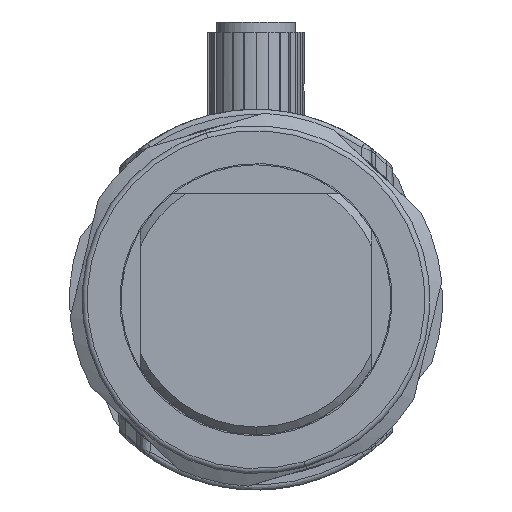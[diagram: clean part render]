
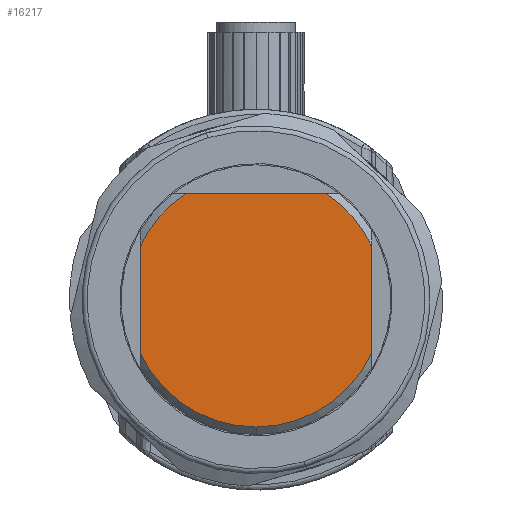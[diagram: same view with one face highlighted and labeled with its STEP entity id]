
A CAD part, front view. The second image highlights one B-rep face of the part: STEP entity #16217.
In plain terms, the highlighted planar face has unit normal (0, -1, 0).
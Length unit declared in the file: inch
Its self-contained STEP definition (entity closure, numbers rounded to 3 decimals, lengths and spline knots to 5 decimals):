
#232 = AXIS2_PLACEMENT_3D ( 'NONE', #9540, #30719, #34808 ) ;
#2090 = CARTESIAN_POINT ( 'NONE',  ( 0., -6.83807, 0. ) ) ;
#3350 = AXIS2_PLACEMENT_3D ( 'NONE', #6613, #36238, #48994 ) ;
#3612 = AXIS2_PLACEMENT_3D ( 'NONE', #44359, #28331, #7682 ) ;
#5185 = VERTEX_POINT ( 'NONE', #33947 ) ;
#5208 = VERTEX_POINT ( 'NONE', #13824 ) ;
#6613 = CARTESIAN_POINT ( 'NONE',  ( 0., -6.83807, 0. ) ) ;
#7032 = AXIS2_PLACEMENT_3D ( 'NONE', #49295, #20752, #12068 ) ;
#7339 = EDGE_CURVE ( 'NONE', #17188, #5208, #21559, .T. ) ;
#7682 = DIRECTION ( 'NONE',  ( 0., 0., 1. ) ) ;
#8806 = DIRECTION ( 'NONE',  ( 0., 0., 1. ) ) ;
#9014 = EDGE_CURVE ( 'NONE', #47863, #15517, #19225, .T. ) ;
#9540 = CARTESIAN_POINT ( 'NONE',  ( 0., -6.83807, 0. ) ) ;
#9571 = CIRCLE ( 'NONE', #39936, 0.99409 ) ;
#9687 = DIRECTION ( 'NONE',  ( 0., 0., 1. ) ) ;
#11406 = VERTEX_POINT ( 'NONE', #15516 ) ;
#12068 = DIRECTION ( 'NONE',  ( 0., 0., 1. ) ) ;
#13824 = CARTESIAN_POINT ( 'NONE',  ( -0.90551, -6.83807, 0.41021 ) ) ;
#15429 = ORIENTED_EDGE ( 'NONE', *, *, #51341, .T. ) ;
#15516 = CARTESIAN_POINT ( 'NONE',  ( 0.55197, -6.83807, 0.82677 ) ) ;
#15517 = VERTEX_POINT ( 'NONE', #23929 ) ;
#16217 = ADVANCED_FACE ( 'NONE', ( #38876 ), #38619, .T. ) ;
#16419 = CARTESIAN_POINT ( 'NONE',  ( -0.90551, -6.83807, -0.68898 ) ) ;
#16449 = CARTESIAN_POINT ( 'NONE',  ( -0.55197, -6.83807, 0.82677 ) ) ;
#17188 = VERTEX_POINT ( 'NONE', #16449 ) ;
#17661 = DIRECTION ( 'NONE',  ( 0., 0., 1. ) ) ;
#18112 = DIRECTION ( 'NONE',  ( 0., -1., 0. ) ) ;
#18282 = VECTOR ( 'NONE', #8806, 39.37008 ) ;
#18733 = CARTESIAN_POINT ( 'NONE',  ( 0.90551, -6.83807, 0.41021 ) ) ;
#19225 = CIRCLE ( 'NONE', #3612, 0.99409 ) ;
#20694 = CARTESIAN_POINT ( 'NONE',  ( -0.90551, -6.83807, -0.41021 ) ) ;
#20752 = DIRECTION ( 'NONE',  ( 0., -1., 0. ) ) ;
#21559 = CIRCLE ( 'NONE', #3350, 0.99409 ) ;
#23051 = CARTESIAN_POINT ( 'NONE',  ( 0.90551, -6.83807, -0.68898 ) ) ;
#23929 = CARTESIAN_POINT ( 'NONE',  ( 0., -6.83807, -0.99409 ) ) ;
#26916 = VECTOR ( 'NONE', #32417, 39.37008 ) ;
#28331 = DIRECTION ( 'NONE',  ( 0., -1., 0. ) ) ;
#28621 = LINE ( 'NONE', #49538, #26916 ) ;
#28719 = CIRCLE ( 'NONE', #7032, 0.99409 ) ;
#30387 = ORIENTED_EDGE ( 'NONE', *, *, #7339, .T. ) ;
#30719 = DIRECTION ( 'NONE',  ( 0., -1., 0. ) ) ;
#32417 = DIRECTION ( 'NONE',  ( 1., 0., 0. ) ) ;
#33947 = CARTESIAN_POINT ( 'NONE',  ( 0.90551, -6.83807, -0.41021 ) ) ;
#34236 = EDGE_CURVE ( 'NONE', #5185, #48138, #43705, .T. ) ;
#34368 = ORIENTED_EDGE ( 'NONE', *, *, #51382, .F. ) ;
#34808 = DIRECTION ( 'NONE',  ( 0., 0., 1. ) ) ;
#35364 = EDGE_LOOP ( 'NONE', ( #38383, #36977, #36100, #30387, #34368, #39702, #15429 ) ) ;
#35797 = VECTOR ( 'NONE', #17661, 39.37008 ) ;
#36100 = ORIENTED_EDGE ( 'NONE', *, *, #38737, .F. ) ;
#36238 = DIRECTION ( 'NONE',  ( 0., -1., 0. ) ) ;
#36977 = ORIENTED_EDGE ( 'NONE', *, *, #42079, .T. ) ;
#38383 = ORIENTED_EDGE ( 'NONE', *, *, #34236, .T. ) ;
#38619 = PLANE ( 'NONE',  #232 ) ;
#38737 = EDGE_CURVE ( 'NONE', #17188, #11406, #28621, .T. ) ;
#38876 = FACE_OUTER_BOUND ( 'NONE', #35364, .T. ) ;
#39702 = ORIENTED_EDGE ( 'NONE', *, *, #9014, .T. ) ;
#39936 = AXIS2_PLACEMENT_3D ( 'NONE', #2090, #18112, #9687 ) ;
#42079 = EDGE_CURVE ( 'NONE', #48138, #11406, #9571, .T. ) ;
#43705 = LINE ( 'NONE', #23051, #35797 ) ;
#44359 = CARTESIAN_POINT ( 'NONE',  ( 0., -6.83807, 0. ) ) ;
#45491 = LINE ( 'NONE', #16419, #18282 ) ;
#47863 = VERTEX_POINT ( 'NONE', #20694 ) ;
#48138 = VERTEX_POINT ( 'NONE', #18733 ) ;
#48994 = DIRECTION ( 'NONE',  ( 0., 0., 1. ) ) ;
#49295 = CARTESIAN_POINT ( 'NONE',  ( 0., -6.83807, 0. ) ) ;
#49538 = CARTESIAN_POINT ( 'NONE',  ( -0.98425, -6.83807, 0.82677 ) ) ;
#51341 = EDGE_CURVE ( 'NONE', #15517, #5185, #28719, .T. ) ;
#51382 = EDGE_CURVE ( 'NONE', #47863, #5208, #45491, .T. ) ;
